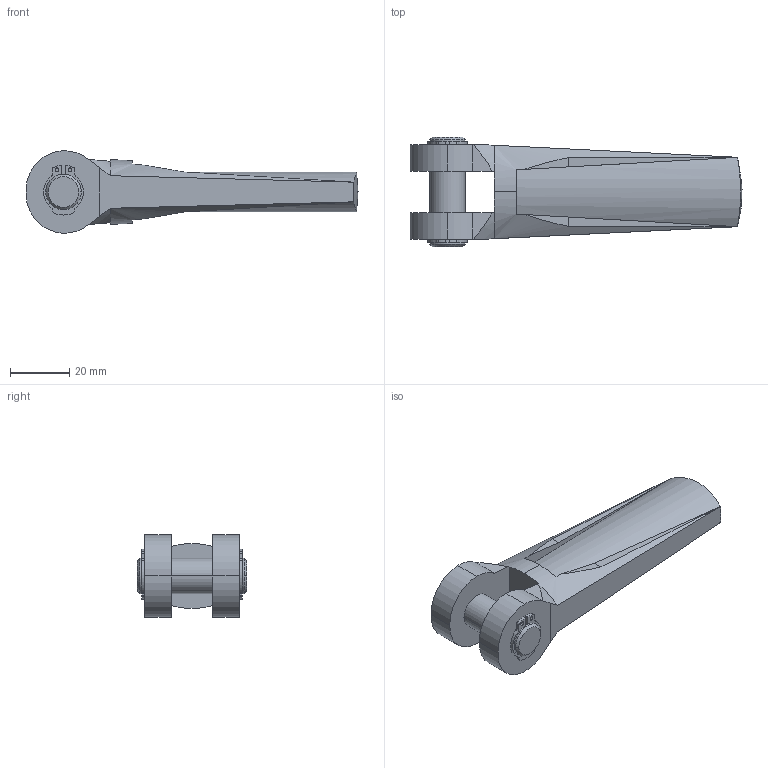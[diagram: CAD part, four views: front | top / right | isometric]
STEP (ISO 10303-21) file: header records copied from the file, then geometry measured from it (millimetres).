
FILE_DESCRIPTION(('STEP AP214'),'1');
FILE_NAME(' ',' ',('TraceParts'),('TraceParts S.A.'),'XStep 1.0',' ',' ');
FILE_SCHEMA(('automotive_design'));
Length unit declared in the file: millimetre
Products named in the file (2): 1; 2
Bounding box: 112.49 x 37 x 28 mm (x, y, z)
Volume: 42826.6 mm3; surface area: 12344.1 mm2
Topology: 2 solids, 2 shells, 119 faces, 315 edges, 206 vertices
Faces by surface type: cylinder 53, plane 53, cone 12, sphere 1
Entity records: 7440 total; most frequent: CARTESIAN_POINT 806, DIRECTION 683, STYLED_ITEM 642, PRESENTATION_STYLE_ASSIGNMENT 642, COLOUR_RGB 642, ORIENTED_EDGE 630, EDGE_CURVE 315, CURVE_STYLE 315
